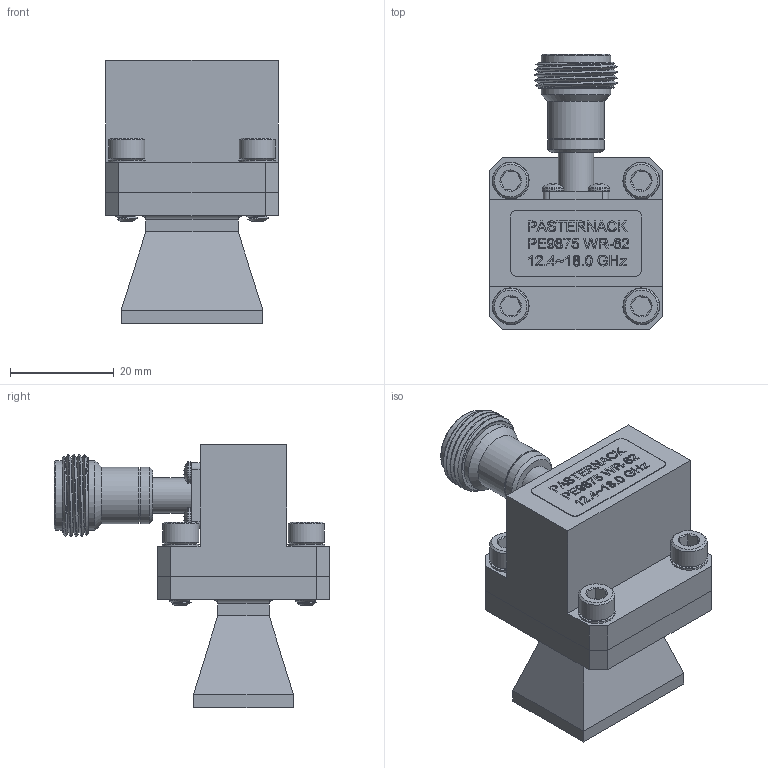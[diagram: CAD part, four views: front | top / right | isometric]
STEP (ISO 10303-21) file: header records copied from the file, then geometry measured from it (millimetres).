
FILE_DESCRIPTION (( 'STEP AP203' ), '1' );
FILE_NAME ('PE9854-NF-10.step', '2019-11-18T17:48:50', ( '' ), ( '' ), 'SwSTEP 2.0', 'SolidWorks 2018', '' );
FILE_SCHEMA (( 'CONFIG_CONTROL_DESIGN' ));
Length unit declared in the file: inch
Products named in the file (4): PE9875; Copy of Hex Screw^PE9854-NF-10; PE9854-NF-10; PE9854-10
Assembly tree (6 placements, depth 2):
  PE9854-NF-10
    PE9854-10
    PE9875
    Copy of Hex Screw^PE9854-NF-10  x4
Bounding box: 33.38 x 53.26 x 50.93 mm (x, y, z)
Volume: 23388.8 mm3; surface area: 15725.6 mm2
Topology: 6 solids, 6 shells, 853 faces, 2221 edges, 1455 vertices
Faces by surface type: plane 471, bspline 205, cylinder 106, cone 67, torus 4
Full cylindrical faces by diameter (mm): 1.27 x1, 2.286 x1, 3.658 x4, 3.683 x4, 4.172 x4, 6.807 x1, 6.972 x4, 7.125 x4, 10.414 x2, 10.922 x2, 13.462 x2
Entity records: 36427 total; most frequent: CARTESIAN_POINT 18797, ORIENTED_EDGE 3964, DIRECTION 2685, EDGE_CURVE 1982, VERTEX_POINT 1330, VECTOR 1211, LINE 1211, EDGE_LOOP 892
